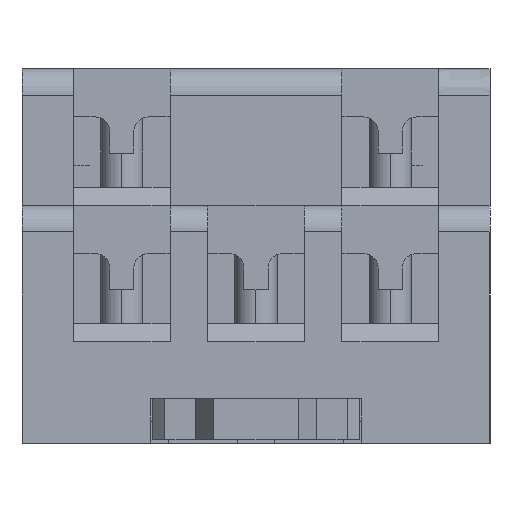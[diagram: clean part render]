
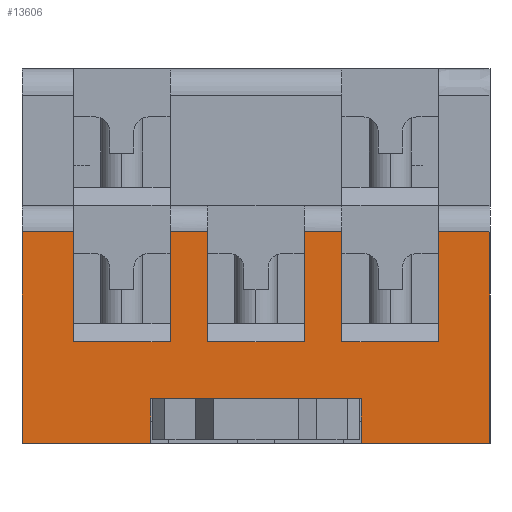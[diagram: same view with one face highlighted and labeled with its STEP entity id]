
A CAD part, front view. The second image highlights one B-rep face of the part: STEP entity #13606.
In plain terms, the highlighted planar face has unit normal (0, -1, 0).
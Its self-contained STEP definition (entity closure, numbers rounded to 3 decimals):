
#13493=AXIS2_PLACEMENT_3D('Plane Axis2P3D',#13490,#13491,#13492) ;
#1995=CARTESIAN_POINT('Vertex',(0.,4.1,0.)) ;
#1998=CARTESIAN_POINT('Line Origine',(0.,4.1,8.75)) ;
#2002=CARTESIAN_POINT('Vertex',(0.,4.1,17.5)) ;
#2420=CARTESIAN_POINT('Vertex',(38.7,4.1,17.5)) ;
#2423=CARTESIAN_POINT('Line Origine',(38.7,4.1,8.75)) ;
#2427=CARTESIAN_POINT('Vertex',(38.7,4.1,0.)) ;
#3020=CARTESIAN_POINT('Vertex',(28.05,4.1,3.7)) ;
#3023=CARTESIAN_POINT('Line Origine',(19.35,4.1,3.7)) ;
#3027=CARTESIAN_POINT('Vertex',(10.65,4.1,3.7)) ;
#3171=CARTESIAN_POINT('Vertex',(10.65,4.1,0.)) ;
#3174=CARTESIAN_POINT('Line Origine',(5.325,4.1,0.)) ;
#4627=CARTESIAN_POINT('Line Origine',(33.375,4.1,0.)) ;
#4631=CARTESIAN_POINT('Vertex',(28.05,4.1,0.)) ;
#5331=CARTESIAN_POINT('Line Origine',(28.05,4.1,1.85)) ;
#5357=CARTESIAN_POINT('Line Origine',(10.65,4.1,1.85)) ;
#13490=CARTESIAN_POINT('Axis2P3D Location',(1.6,4.1,33.)) ;
#13495=CARTESIAN_POINT('Line Origine',(36.575,4.1,17.5)) ;
#13499=CARTESIAN_POINT('Vertex',(34.45,4.1,17.5)) ;
#13502=CARTESIAN_POINT('Line Origine',(34.45,4.1,12.95)) ;
#13506=CARTESIAN_POINT('Vertex',(34.45,4.1,8.4)) ;
#13509=CARTESIAN_POINT('Line Origine',(30.45,4.1,8.4)) ;
#13513=CARTESIAN_POINT('Vertex',(26.45,4.1,8.4)) ;
#13516=CARTESIAN_POINT('Line Origine',(26.45,4.1,12.95)) ;
#13520=CARTESIAN_POINT('Vertex',(26.45,4.1,17.5)) ;
#13523=CARTESIAN_POINT('Line Origine',(24.9,4.1,17.5)) ;
#13527=CARTESIAN_POINT('Vertex',(23.35,4.1,17.5)) ;
#13530=CARTESIAN_POINT('Line Origine',(23.35,4.1,12.95)) ;
#13534=CARTESIAN_POINT('Vertex',(23.35,4.1,8.4)) ;
#13537=CARTESIAN_POINT('Line Origine',(19.35,4.1,8.4)) ;
#13541=CARTESIAN_POINT('Vertex',(15.35,4.1,8.4)) ;
#13544=CARTESIAN_POINT('Line Origine',(15.35,4.1,12.95)) ;
#13548=CARTESIAN_POINT('Vertex',(15.35,4.1,17.5)) ;
#13551=CARTESIAN_POINT('Line Origine',(13.8,4.1,17.5)) ;
#13555=CARTESIAN_POINT('Vertex',(12.25,4.1,17.5)) ;
#13558=CARTESIAN_POINT('Line Origine',(12.25,4.1,12.95)) ;
#13562=CARTESIAN_POINT('Vertex',(12.25,4.1,8.4)) ;
#13565=CARTESIAN_POINT('Line Origine',(8.25,4.1,8.4)) ;
#13569=CARTESIAN_POINT('Vertex',(4.25,4.1,8.4)) ;
#13572=CARTESIAN_POINT('Line Origine',(4.25,4.1,12.95)) ;
#13576=CARTESIAN_POINT('Vertex',(4.25,4.1,17.5)) ;
#13579=CARTESIAN_POINT('Line Origine',(2.125,4.1,17.5)) ;
#1999=DIRECTION('Vector Direction',(0.,0.,-1.)) ;
#2424=DIRECTION('Vector Direction',(0.,0.,1.)) ;
#3024=DIRECTION('Vector Direction',(-1.,0.,0.)) ;
#3175=DIRECTION('Vector Direction',(-1.,0.,0.)) ;
#4628=DIRECTION('Vector Direction',(-1.,0.,0.)) ;
#5332=DIRECTION('Vector Direction',(0.,0.,1.)) ;
#5358=DIRECTION('Vector Direction',(0.,0.,1.)) ;
#13491=DIRECTION('Axis2P3D Direction',(0.,1.,0.)) ;
#13492=DIRECTION('Axis2P3D XDirection',(0.,0.,1.)) ;
#13496=DIRECTION('Vector Direction',(-1.,0.,0.)) ;
#13503=DIRECTION('Vector Direction',(0.,0.,1.)) ;
#13510=DIRECTION('Vector Direction',(-1.,0.,0.)) ;
#13517=DIRECTION('Vector Direction',(0.,0.,1.)) ;
#13524=DIRECTION('Vector Direction',(-1.,0.,0.)) ;
#13531=DIRECTION('Vector Direction',(0.,0.,1.)) ;
#13538=DIRECTION('Vector Direction',(-1.,0.,0.)) ;
#13545=DIRECTION('Vector Direction',(0.,0.,1.)) ;
#13552=DIRECTION('Vector Direction',(-1.,0.,0.)) ;
#13559=DIRECTION('Vector Direction',(0.,0.,1.)) ;
#13566=DIRECTION('Vector Direction',(-1.,0.,0.)) ;
#13573=DIRECTION('Vector Direction',(0.,0.,1.)) ;
#13580=DIRECTION('Vector Direction',(1.,0.,0.)) ;
#2000=VECTOR('Line Direction',#1999,1.) ;
#2425=VECTOR('Line Direction',#2424,1.) ;
#3025=VECTOR('Line Direction',#3024,1.) ;
#3176=VECTOR('Line Direction',#3175,1.) ;
#4629=VECTOR('Line Direction',#4628,1.) ;
#5333=VECTOR('Line Direction',#5332,1.) ;
#5359=VECTOR('Line Direction',#5358,1.) ;
#13497=VECTOR('Line Direction',#13496,1.) ;
#13504=VECTOR('Line Direction',#13503,1.) ;
#13511=VECTOR('Line Direction',#13510,1.) ;
#13518=VECTOR('Line Direction',#13517,1.) ;
#13525=VECTOR('Line Direction',#13524,1.) ;
#13532=VECTOR('Line Direction',#13531,1.) ;
#13539=VECTOR('Line Direction',#13538,1.) ;
#13546=VECTOR('Line Direction',#13545,1.) ;
#13553=VECTOR('Line Direction',#13552,1.) ;
#13560=VECTOR('Line Direction',#13559,1.) ;
#13567=VECTOR('Line Direction',#13566,1.) ;
#13574=VECTOR('Line Direction',#13573,1.) ;
#13581=VECTOR('Line Direction',#13580,1.) ;
#13585=ORIENTED_EDGE('',*,*,#13501,.T.) ;
#13586=ORIENTED_EDGE('',*,*,#13508,.F.) ;
#13587=ORIENTED_EDGE('',*,*,#13515,.F.) ;
#13588=ORIENTED_EDGE('',*,*,#13522,.T.) ;
#13589=ORIENTED_EDGE('',*,*,#13529,.F.) ;
#13590=ORIENTED_EDGE('',*,*,#13536,.F.) ;
#13591=ORIENTED_EDGE('',*,*,#13543,.F.) ;
#13592=ORIENTED_EDGE('',*,*,#13550,.T.) ;
#13593=ORIENTED_EDGE('',*,*,#13557,.F.) ;
#13594=ORIENTED_EDGE('',*,*,#13564,.F.) ;
#13595=ORIENTED_EDGE('',*,*,#13571,.F.) ;
#13596=ORIENTED_EDGE('',*,*,#13578,.T.) ;
#13597=ORIENTED_EDGE('',*,*,#13583,.F.) ;
#13598=ORIENTED_EDGE('',*,*,#2004,.F.) ;
#13599=ORIENTED_EDGE('',*,*,#3178,.F.) ;
#13600=ORIENTED_EDGE('',*,*,#5361,.T.) ;
#13601=ORIENTED_EDGE('',*,*,#3029,.T.) ;
#13602=ORIENTED_EDGE('',*,*,#5335,.F.) ;
#13603=ORIENTED_EDGE('',*,*,#4633,.F.) ;
#13604=ORIENTED_EDGE('',*,*,#2429,.F.) ;
#13606=ADVANCED_FACE('SOCKEL',(#13605),#13494,.F.) ;
#2004=EDGE_CURVE('',#1996,#2003,#2001,.F.) ;
#2429=EDGE_CURVE('',#2421,#2428,#2426,.F.) ;
#3029=EDGE_CURVE('',#3028,#3021,#3026,.F.) ;
#3178=EDGE_CURVE('',#3172,#1996,#3177,.T.) ;
#4633=EDGE_CURVE('',#2428,#4632,#4630,.T.) ;
#5335=EDGE_CURVE('',#4632,#3021,#5334,.T.) ;
#5361=EDGE_CURVE('',#3172,#3028,#5360,.T.) ;
#13501=EDGE_CURVE('',#2421,#13500,#13498,.T.) ;
#13508=EDGE_CURVE('',#13507,#13500,#13505,.T.) ;
#13515=EDGE_CURVE('',#13514,#13507,#13512,.F.) ;
#13522=EDGE_CURVE('',#13514,#13521,#13519,.T.) ;
#13529=EDGE_CURVE('',#13528,#13521,#13526,.F.) ;
#13536=EDGE_CURVE('',#13535,#13528,#13533,.T.) ;
#13543=EDGE_CURVE('',#13542,#13535,#13540,.F.) ;
#13550=EDGE_CURVE('',#13542,#13549,#13547,.T.) ;
#13557=EDGE_CURVE('',#13556,#13549,#13554,.F.) ;
#13564=EDGE_CURVE('',#13563,#13556,#13561,.T.) ;
#13571=EDGE_CURVE('',#13570,#13563,#13568,.F.) ;
#13578=EDGE_CURVE('',#13570,#13577,#13575,.T.) ;
#13583=EDGE_CURVE('',#2003,#13577,#13582,.T.) ;
#13584=EDGE_LOOP('',(#13585,#13586,#13587,#13588,#13589,#13590,#13591,#13592,#13593,#13594,#13595,#13596,#13597,#13598,#13599,#13600,#13601,#13602,#13603,#13604)) ;
#13605=FACE_OUTER_BOUND('',#13584,.T.) ;
#2001=LINE('Line',#1998,#2000) ;
#2426=LINE('Line',#2423,#2425) ;
#3026=LINE('Line',#3023,#3025) ;
#3177=LINE('Line',#3174,#3176) ;
#4630=LINE('Line',#4627,#4629) ;
#5334=LINE('Line',#5331,#5333) ;
#5360=LINE('Line',#5357,#5359) ;
#13498=LINE('Line',#13495,#13497) ;
#13505=LINE('Line',#13502,#13504) ;
#13512=LINE('Line',#13509,#13511) ;
#13519=LINE('Line',#13516,#13518) ;
#13526=LINE('Line',#13523,#13525) ;
#13533=LINE('Line',#13530,#13532) ;
#13540=LINE('Line',#13537,#13539) ;
#13547=LINE('Line',#13544,#13546) ;
#13554=LINE('Line',#13551,#13553) ;
#13561=LINE('Line',#13558,#13560) ;
#13568=LINE('Line',#13565,#13567) ;
#13575=LINE('Line',#13572,#13574) ;
#13582=LINE('Line',#13579,#13581) ;
#13494=PLANE('',#13493) ;
#1996=VERTEX_POINT('',#1995) ;
#2003=VERTEX_POINT('',#2002) ;
#2421=VERTEX_POINT('',#2420) ;
#2428=VERTEX_POINT('',#2427) ;
#3021=VERTEX_POINT('',#3020) ;
#3028=VERTEX_POINT('',#3027) ;
#3172=VERTEX_POINT('',#3171) ;
#4632=VERTEX_POINT('',#4631) ;
#13500=VERTEX_POINT('',#13499) ;
#13507=VERTEX_POINT('',#13506) ;
#13514=VERTEX_POINT('',#13513) ;
#13521=VERTEX_POINT('',#13520) ;
#13528=VERTEX_POINT('',#13527) ;
#13535=VERTEX_POINT('',#13534) ;
#13542=VERTEX_POINT('',#13541) ;
#13549=VERTEX_POINT('',#13548) ;
#13556=VERTEX_POINT('',#13555) ;
#13563=VERTEX_POINT('',#13562) ;
#13570=VERTEX_POINT('',#13569) ;
#13577=VERTEX_POINT('',#13576) ;
